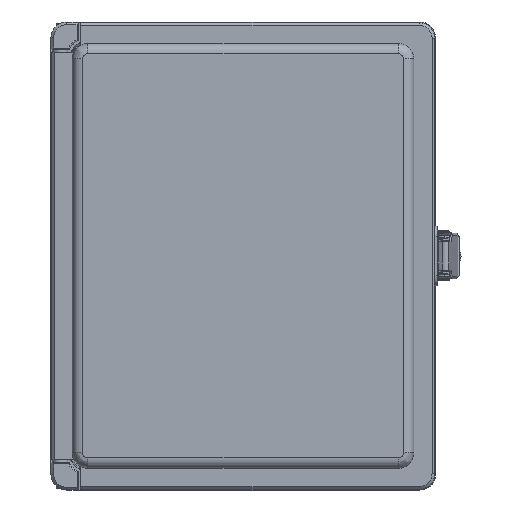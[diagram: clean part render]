
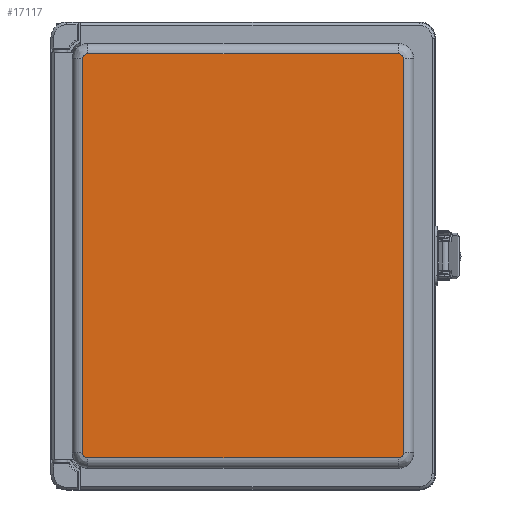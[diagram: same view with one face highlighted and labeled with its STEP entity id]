
A CAD part, top view. The second image highlights one B-rep face of the part: STEP entity #17117.
In plain terms, the highlighted planar face has unit normal (0, 0, 1).
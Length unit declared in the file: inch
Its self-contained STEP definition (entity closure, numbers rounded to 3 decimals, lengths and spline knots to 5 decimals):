
#1646=LINE($,#35246,#2895);
#1648=LINE($,#35281,#2897);
#1650=LINE($,#35285,#2899);
#1651=LINE($,#35316,#2900);
#2895=VECTOR($,#23806,7.45704);
#2897=VECTOR($,#23826,9.45704);
#2899=VECTOR($,#23830,9.45704);
#2900=VECTOR($,#23847,7.45704);
#4584=FACE_OUTER_BOUND($,#5775,.T.);
#5775=EDGE_LOOP($,(#14852,#14853,#14854,#14855,#14856,#14857,#14858,#14859));
#6788=CIRCLE($,#19028,0.12012);
#6790=CIRCLE($,#19030,0.12012);
#6796=CIRCLE($,#19038,0.12012);
#6798=CIRCLE($,#19040,0.12012);
#8285=VERTEX_POINT($,#35243);
#8286=VERTEX_POINT($,#35245);
#8289=VERTEX_POINT($,#35260);
#8290=VERTEX_POINT($,#35273);
#8292=VERTEX_POINT($,#35279);
#8293=VERTEX_POINT($,#35284);
#8295=VERTEX_POINT($,#35297);
#8296=VERTEX_POINT($,#35310);
#10531=EDGE_CURVE($,#8285,#8286,#1646,.T.);
#10535=EDGE_CURVE($,#8289,#8285,#6788,.T.);
#10537=EDGE_CURVE($,#8286,#8290,#6790,.T.);
#10541=EDGE_CURVE($,#8292,#8289,#1648,.T.);
#10543=EDGE_CURVE($,#8290,#8293,#1650,.T.);
#10546=EDGE_CURVE($,#8295,#8292,#6796,.T.);
#10548=EDGE_CURVE($,#8293,#8296,#6798,.T.);
#10551=EDGE_CURVE($,#8296,#8295,#1651,.T.);
#14852=ORIENTED_EDGE($,*,*,#10531,.F.);
#14853=ORIENTED_EDGE($,*,*,#10535,.F.);
#14854=ORIENTED_EDGE($,*,*,#10541,.F.);
#14855=ORIENTED_EDGE($,*,*,#10546,.F.);
#14856=ORIENTED_EDGE($,*,*,#10551,.F.);
#14857=ORIENTED_EDGE($,*,*,#10548,.F.);
#14858=ORIENTED_EDGE($,*,*,#10543,.F.);
#14859=ORIENTED_EDGE($,*,*,#10537,.F.);
#16213=PLANE($,#19044);
#17117=ADVANCED_FACE($,(#4584),#16213,.T.);
#19028=AXIS2_PLACEMENT_3D($,#35262,#23812,#23813);
#19030=AXIS2_PLACEMENT_3D($,#35274,#23816,#23817);
#19038=AXIS2_PLACEMENT_3D($,#35299,#23835,#23836);
#19040=AXIS2_PLACEMENT_3D($,#35311,#23839,#23840);
#19044=AXIS2_PLACEMENT_3D($,#35318,#23849,#23850);
#23806=DIRECTION($,(-1.,0.,0.));
#23812=DIRECTION('center_axis',(0.,0.,-1.));
#23813=DIRECTION('ref_axis',(0.707,-0.707,0.));
#23816=DIRECTION('center_axis',(0.,0.,-1.));
#23817=DIRECTION('ref_axis',(-0.707,-0.707,0.));
#23826=DIRECTION($,(0.,-1.,0.));
#23830=DIRECTION($,(0.,1.,0.));
#23835=DIRECTION('center_axis',(0.,0.,-1.));
#23836=DIRECTION('ref_axis',(0.707,0.707,0.));
#23839=DIRECTION('center_axis',(0.,0.,-1.));
#23840=DIRECTION('ref_axis',(-0.707,0.707,0.));
#23847=DIRECTION($,(1.,0.,0.));
#23849=DIRECTION('center_axis',(0.,0.,1.));
#23850=DIRECTION('ref_axis',(1.,0.,0.));
#35243=CARTESIAN_POINT('',(3.72852,-4.84863,1.));
#35245=CARTESIAN_POINT('',(-3.72852,-4.84863,1.));
#35246=CARTESIAN_POINT($,(3.72852,-4.84863,1.));
#35260=CARTESIAN_POINT('',(3.84863,-4.72852,1.));
#35262=CARTESIAN_POINT('Origin',(3.72852,-4.72852,1.));
#35273=CARTESIAN_POINT('',(-3.84863,-4.72852,1.));
#35274=CARTESIAN_POINT('Origin',(-3.72852,-4.72852,1.));
#35279=CARTESIAN_POINT('',(3.84863,4.72852,1.));
#35281=CARTESIAN_POINT($,(3.84863,4.72852,1.));
#35284=CARTESIAN_POINT('',(-3.84863,4.72852,1.));
#35285=CARTESIAN_POINT($,(-3.84863,-4.72852,1.));
#35297=CARTESIAN_POINT('',(3.72852,4.84863,1.));
#35299=CARTESIAN_POINT('Origin',(3.72852,4.72852,1.));
#35310=CARTESIAN_POINT('',(-3.72852,4.84863,1.));
#35311=CARTESIAN_POINT('Origin',(-3.72852,4.72852,1.));
#35316=CARTESIAN_POINT($,(-3.72852,4.84863,1.));
#35318=CARTESIAN_POINT('Origin',(0.,0.,1.));
